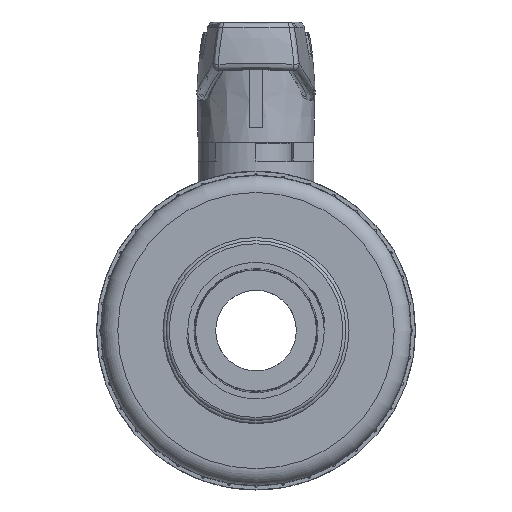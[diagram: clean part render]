
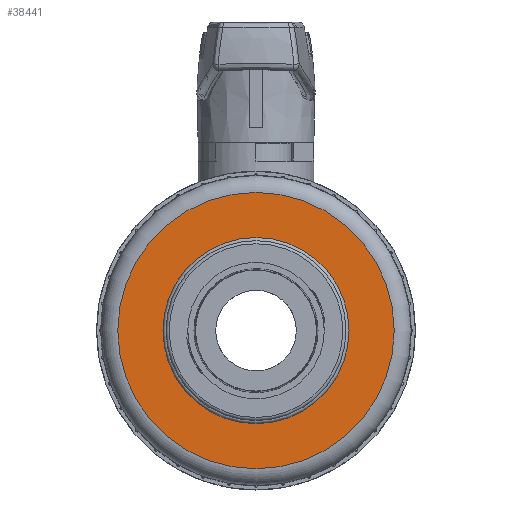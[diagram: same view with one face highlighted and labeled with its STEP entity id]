
A CAD part, left-side view. The second image highlights one B-rep face of the part: STEP entity #38441.
In plain terms, the highlighted planar face has unit normal (-1, 0, 0).
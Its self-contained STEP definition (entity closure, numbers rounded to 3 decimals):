
#3412=FACE_BOUND('',#6983,.T.);
#3726=PLANE('',#41228);
#4733=FACE_OUTER_BOUND('',#6982,.T.);
#6982=EDGE_LOOP('',(#27776));
#6983=EDGE_LOOP('',(#27777));
#14978=CIRCLE('',#41229,22.277);
#14979=CIRCLE('',#41230,15.);
#16403=VERTEX_POINT('',#60738);
#16404=VERTEX_POINT('',#60740);
#20775=EDGE_CURVE('',#16403,#16403,#14978,.T.);
#20776=EDGE_CURVE('',#16404,#16404,#14979,.T.);
#27776=ORIENTED_EDGE('',*,*,#20775,.T.);
#27777=ORIENTED_EDGE('',*,*,#20776,.T.);
#38441=ADVANCED_FACE('',(#4733,#3412),#3726,.F.);
#41228=AXIS2_PLACEMENT_3D('',#60737,#45133,#45134);
#41229=AXIS2_PLACEMENT_3D('',#60739,#45135,#45136);
#41230=AXIS2_PLACEMENT_3D('',#60741,#45137,#45138);
#45133=DIRECTION('center_axis',(1.,0.,0.));
#45134=DIRECTION('ref_axis',(0.,0.,
1.));
#45135=DIRECTION('center_axis',(-1.,0.,0.));
#45136=DIRECTION('ref_axis',(0.,0.,
1.));
#45137=DIRECTION('center_axis',(1.,0.,0.));
#45138=DIRECTION('ref_axis',(0.,0.,
1.));
#60737=CARTESIAN_POINT('Origin',(-28.607,0.,27.505));
#60738=CARTESIAN_POINT('',(-28.607,0.,-19.782));
#60739=CARTESIAN_POINT('Origin',(-28.607,0.,2.495));
#60740=CARTESIAN_POINT('',(-28.607,-15.,2.495));
#60741=CARTESIAN_POINT('Origin',(-28.607,0.,2.495));
